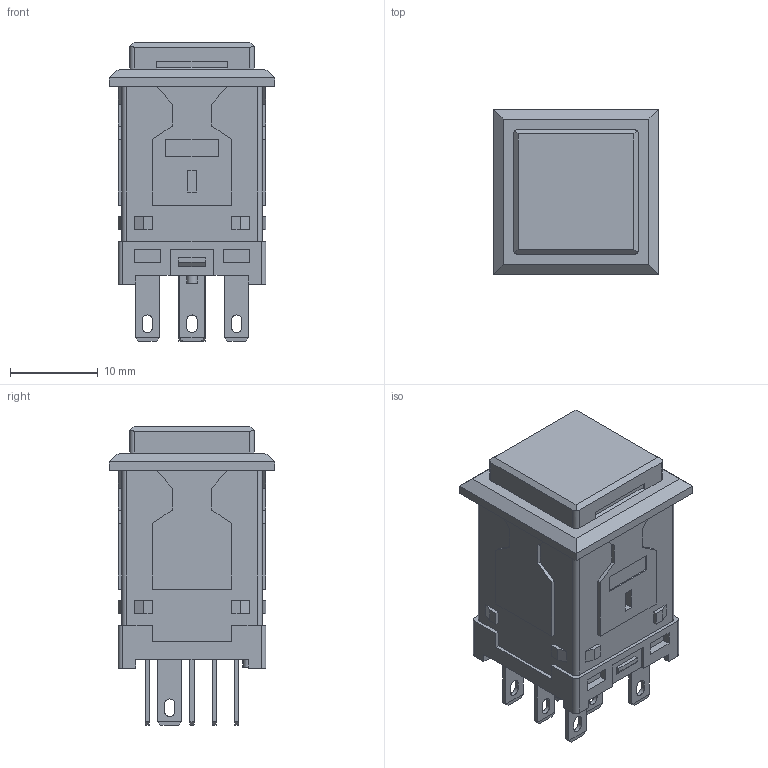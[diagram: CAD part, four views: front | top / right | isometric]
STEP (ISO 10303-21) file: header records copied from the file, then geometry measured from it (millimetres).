
FILE_DESCRIPTION(('FreeCAD Model'),'2;1');
FILE_NAME('Open CASCADE Shape Model','2022-02-20T12:02:28',('Author'),( ''),'Open CASCADE STEP processor 7.5','FreeCAD','Unknown');
FILE_SCHEMA(('AUTOMOTIVE_DESIGN { 1 0 10303 214 1 1 1 1 }'));
Length unit declared in the file: millimetre
Products named in the file (1): EH001
Bounding box: 18.8 x 18.8 x 34 mm (x, y, z)
Volume: 7080.9 mm3; surface area: 2977.2 mm2
Topology: 1 solids, 1 shells, 333 faces, 862 edges, 560 vertices
Faces by surface type: plane 301, revolution 18, cylinder 14
Entity records: 21614 total; most frequent: CARTESIAN_POINT 4026, DIRECTION 3258, LINE 2460, VECTOR 2460, ORIENTED_EDGE 1724, PCURVE 1724, DEFINITIONAL_REPRESENTATION 1724, EDGE_CURVE 862
